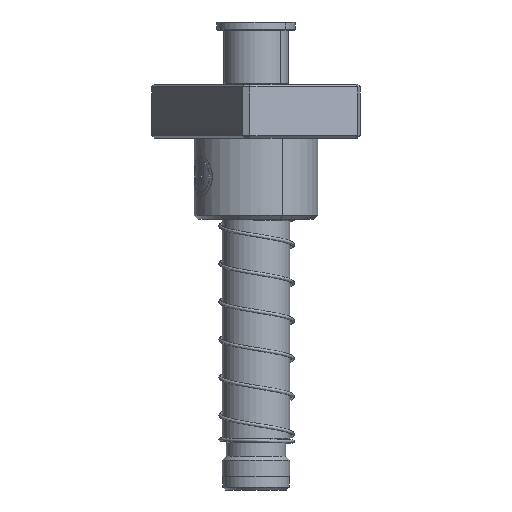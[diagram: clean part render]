
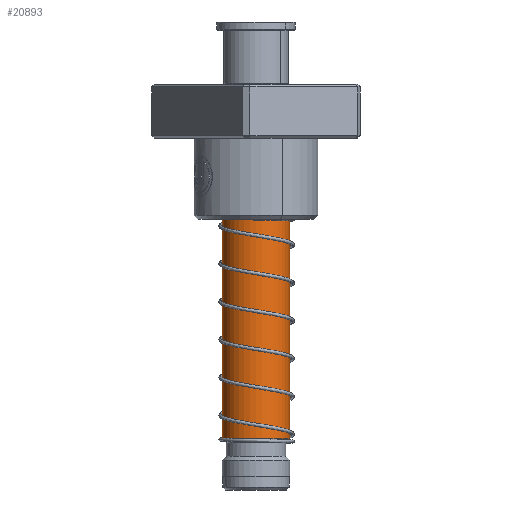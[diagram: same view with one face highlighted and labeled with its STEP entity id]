
A CAD part, front view. The second image highlights one B-rep face of the part: STEP entity #20893.
In plain terms, the highlighted cylindrical face has radius 12.5 mm (diameter 25 mm), a partial arc.
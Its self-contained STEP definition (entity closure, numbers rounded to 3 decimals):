
#464 = ORIENTED_EDGE ( 'NONE', *, *, #4904, .T. ) ;
#1655 = EDGE_CURVE ( 'NONE', #25013, #10195, #2049, .T. ) ;
#2049 = LINE ( 'NONE', #18829, #13356 ) ;
#2305 = CARTESIAN_POINT ( 'NONE',  ( 0., 0., 147.5 ) ) ;
#2405 = DIRECTION ( 'NONE',  ( 1., 0., 0. ) ) ;
#2631 = CARTESIAN_POINT ( 'NONE',  ( 0., 0., 19. ) ) ;
#3577 = CARTESIAN_POINT ( 'NONE',  ( 0., 0., 150. ) ) ;
#3711 = AXIS2_PLACEMENT_3D ( 'NONE', #2305, #25238, #2405 ) ;
#4904 = EDGE_CURVE ( 'NONE', #12848, #25013, #10413, .T. ) ;
#7109 = DIRECTION ( 'NONE',  ( -1., 0., 0. ) ) ;
#7188 = VERTEX_POINT ( 'NONE', #26181 ) ;
#7839 = FACE_OUTER_BOUND ( 'NONE', #20912, .T. ) ;
#9451 = DIRECTION ( 'NONE',  ( 0., 0., -1. ) ) ;
#10195 = VERTEX_POINT ( 'NONE', #14571 ) ;
#10413 = CIRCLE ( 'NONE', #3711, 12.5 ) ;
#10936 = CARTESIAN_POINT ( 'NONE',  ( 12.5, 0., 147.5 ) ) ;
#11355 = ORIENTED_EDGE ( 'NONE', *, *, #21429, .F. ) ;
#11498 = AXIS2_PLACEMENT_3D ( 'NONE', #3577, #22211, #22321 ) ;
#12495 = CARTESIAN_POINT ( 'NONE',  ( -12.5, 0., 147.5 ) ) ;
#12848 = VERTEX_POINT ( 'NONE', #10936 ) ;
#13356 = VECTOR ( 'NONE', #23528, 1000. ) ;
#14571 = CARTESIAN_POINT ( 'NONE',  ( -12.5, 0., 19. ) ) ;
#15106 = LINE ( 'NONE', #29700, #26762 ) ;
#18006 = DIRECTION ( 'NONE',  ( 0., 0., -1. ) ) ;
#18646 = AXIS2_PLACEMENT_3D ( 'NONE', #2631, #9451, #7109 ) ;
#18829 = CARTESIAN_POINT ( 'NONE',  ( -12.5, 0., 150. ) ) ;
#20893 = ADVANCED_FACE ( 'NONE', ( #7839 ), #29678, .T. ) ;
#20912 = EDGE_LOOP ( 'NONE', ( #11355, #464, #23673, #21434 ) ) ;
#21429 = EDGE_CURVE ( 'NONE', #12848, #7188, #15106, .T. ) ;
#21434 = ORIENTED_EDGE ( 'NONE', *, *, #25984, .F. ) ;
#22211 = DIRECTION ( 'NONE',  ( 0., 0., -1. ) ) ;
#22321 = DIRECTION ( 'NONE',  ( -1., 0., 0. ) ) ;
#23528 = DIRECTION ( 'NONE',  ( 0., 0., -1. ) ) ;
#23673 = ORIENTED_EDGE ( 'NONE', *, *, #1655, .T. ) ;
#25013 = VERTEX_POINT ( 'NONE', #12495 ) ;
#25238 = DIRECTION ( 'NONE',  ( 0., 0., -1. ) ) ;
#25972 = CIRCLE ( 'NONE', #18646, 12.5 ) ;
#25984 = EDGE_CURVE ( 'NONE', #7188, #10195, #25972, .T. ) ;
#26181 = CARTESIAN_POINT ( 'NONE',  ( 12.5, 0., 19. ) ) ;
#26762 = VECTOR ( 'NONE', #18006, 1000. ) ;
#29678 = CYLINDRICAL_SURFACE ( 'NONE', #11498, 12.5 ) ;
#29700 = CARTESIAN_POINT ( 'NONE',  ( 12.5, 0., 150. ) ) ;
